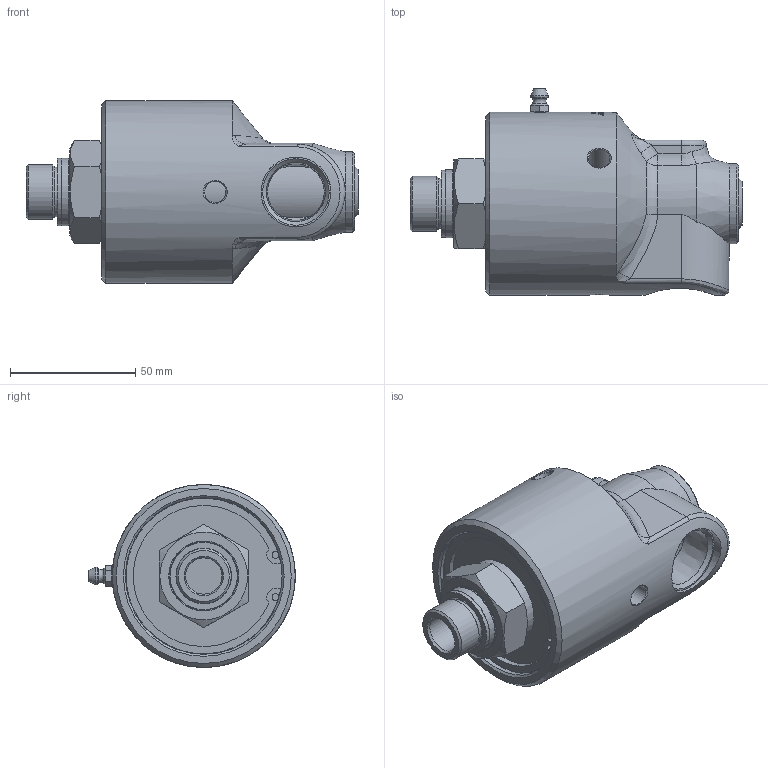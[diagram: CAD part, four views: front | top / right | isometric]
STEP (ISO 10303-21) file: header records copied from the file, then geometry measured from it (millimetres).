
FILE_DESCRIPTION(/* description */ (''),/* implementation_level */ '2;1');
FILE_NAME(/* name */ '255-265-487-IC.stp',/* time_stamp */ '2020-05-19T14:01:05-05:00',/* author */ ('GALINDOLM'),/* organization */ (''),/* preprocessor_version */ 'ST-DEVELOPER v18',/* originating_system */ 'Autodesk Inventor 2020',/* authorisation */ '');
FILE_SCHEMA (('AUTOMOTIVE_DESIGN { 1 0 10303 214 3 1 1 }'));
Products named in the file (1): 255-265-487-IC
Bounding box: 132.45 x 82.38 x 73 mm (x, y, z)
Volume: 312007.1 mm3; surface area: 36635.9 mm2
Topology: 1 solids, 2 shells, 450 faces, 1194 edges, 794 vertices
Faces by surface type: bspline 201, plane 138, cylinder 68, cone 34, torus 7, sphere 2
Full cylindrical faces by diameter (mm): 2.794 x2, 5.359 x1, 6.325 x1, 8.6 x3, 14.5 x1, 21.968 x1, 22.2 x1, 22.631 x1, 26.8 x1, 26.993 x1, 27.8 x1, 32 x1, 35 x1, 62.5 x1, 73 x1
Entity records: 53444 total; most frequent: CARTESIAN_POINT 42947, ORIENTED_EDGE 2388, DIRECTION 1712, EDGE_CURVE 1194, VERTEX_POINT 794, AXIS2_PLACEMENT_3D 635, EDGE_LOOP 496, FACE_OUTER_BOUND 450
